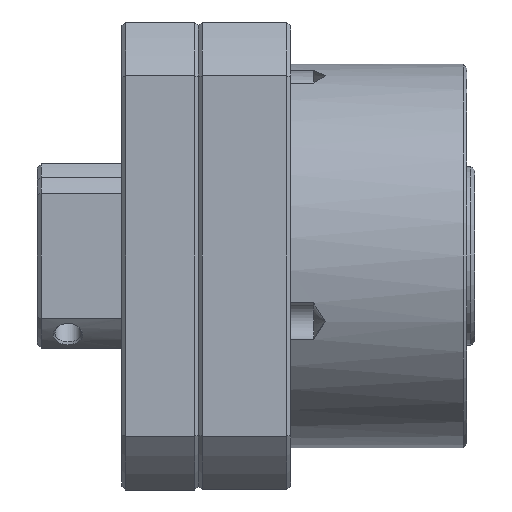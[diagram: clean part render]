
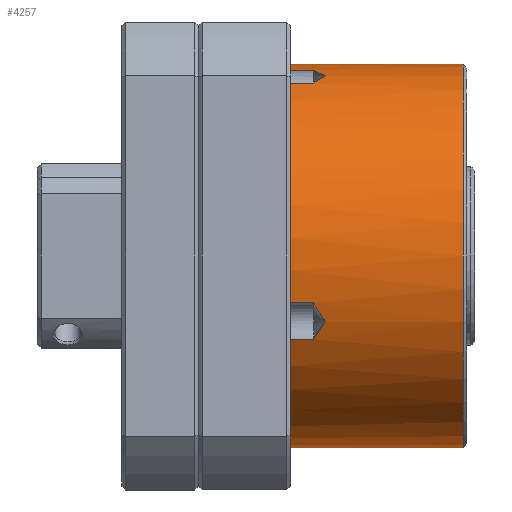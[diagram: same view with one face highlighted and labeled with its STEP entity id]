
A CAD part, front view. The second image highlights one B-rep face of the part: STEP entity #4257.
In plain terms, the highlighted cylindrical face has radius 25 mm (diameter 50 mm), a partial arc.
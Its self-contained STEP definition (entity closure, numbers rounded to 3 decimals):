
#70 = DIRECTION ( 'NONE',  ( 1., 0., 0. ) ) ;
#267 = CARTESIAN_POINT ( 'NONE',  ( 15., -24.241, -6.113 ) ) ;
#373 = ORIENTED_EDGE ( 'NONE', *, *, #10735, .T. ) ;
#574 = EDGE_CURVE ( 'NONE', #3643, #7401, #20924, .T. ) ;
#586 = VERTEX_POINT ( 'NONE', #23273 ) ;
#630 = VERTEX_POINT ( 'NONE', #1002 ) ;
#851 = CARTESIAN_POINT ( 'NONE',  ( -94.469, 0., 0. ) ) ;
#1002 = CARTESIAN_POINT ( 'NONE',  ( 12., -10.899, 22.499 ) ) ;
#1414 = DIRECTION ( 'NONE',  ( -1., 0., 0. ) ) ;
#2101 = CARTESIAN_POINT ( 'NONE',  ( 15., -22.499, -10.899 ) ) ;
#2107 = B_SPLINE_CURVE_WITH_KNOTS ( 'NONE', 3,
 ( #267, #13508, #10624, #31337 ),
 .UNSPECIFIED., .F., .F.,
 ( 4, 4 ),
 ( 0., 1. ),
 .UNSPECIFIED. ) ;
#2115 = DIRECTION ( 'NONE',  ( 0., 0., 1. ) ) ;
#2883 = CARTESIAN_POINT ( 'NONE',  ( 0., -22.499, -10.899 ) ) ;
#3611 = CARTESIAN_POINT ( 'NONE',  ( 12., 0., 0. ) ) ;
#3643 = VERTEX_POINT ( 'NONE', #20543 ) ;
#4257 = ADVANCED_FACE ( 'NONE', ( #21276 ), #8345, .T. ) ;
#4710 = CARTESIAN_POINT ( 'NONE',  ( 12., 0., -25. ) ) ;
#4878 = CARTESIAN_POINT ( 'NONE',  ( -94.469, 0., -25. ) ) ;
#5365 = ORIENTED_EDGE ( 'NONE', *, *, #15960, .T. ) ;
#5569 = EDGE_CURVE ( 'NONE', #24486, #32170, #25901, .T. ) ;
#6082 = VERTEX_POINT ( 'NONE', #17166 ) ;
#6545 = AXIS2_PLACEMENT_3D ( 'NONE', #8758, #1414, #28835 ) ;
#7182 = CARTESIAN_POINT ( 'NONE',  ( 15.51, -22.87, -10.134 ) ) ;
#7401 = VERTEX_POINT ( 'NONE', #9611 ) ;
#7671 = CARTESIAN_POINT ( 'NONE',  ( 12., -6.113, 24.241 ) ) ;
#8154 = DIRECTION ( 'NONE',  ( 1., 0., 0. ) ) ;
#8192 = ORIENTED_EDGE ( 'NONE', *, *, #574, .T. ) ;
#8345 = CYLINDRICAL_SURFACE ( 'NONE', #23631, 25. ) ;
#8432 = DIRECTION ( 'NONE',  ( 1., 0., 0. ) ) ;
#8621 = ORIENTED_EDGE ( 'NONE', *, *, #22819, .T. ) ;
#8686 = DIRECTION ( 'NONE',  ( 0., 0., 1. ) ) ;
#8758 = CARTESIAN_POINT ( 'NONE',  ( 34.5, 0., 0. ) ) ;
#8922 = B_SPLINE_CURVE_WITH_KNOTS ( 'NONE', 3,
 ( #9218, #32310, #22135, #27379 ),
 .UNSPECIFIED., .F., .F.,
 ( 4, 4 ),
 ( 0., 0.003 ),
 .UNSPECIFIED. ) ;
#9061 = DIRECTION ( 'NONE',  ( 1., 0., 0. ) ) ;
#9218 = CARTESIAN_POINT ( 'NONE',  ( 16.532, -8.551, 23.492 ) ) ;
#9437 = CARTESIAN_POINT ( 'NONE',  ( 0., -6.113, 24.241 ) ) ;
#9611 = CARTESIAN_POINT ( 'NONE',  ( 12., -22.499, -10.899 ) ) ;
#9789 = CIRCLE ( 'NONE', #27150, 25. ) ;
#9837 = LINE ( 'NONE', #4878, #28309 ) ;
#10222 = CARTESIAN_POINT ( 'NONE',  ( 12., 0., 25. ) ) ;
#10326 = EDGE_CURVE ( 'NONE', #7401, #17402, #29922, .T. ) ;
#10600 = ORIENTED_EDGE ( 'NONE', *, *, #28353, .T. ) ;
#10624 = CARTESIAN_POINT ( 'NONE',  ( 16.021, -23.783, -7.751 ) ) ;
#10735 = EDGE_CURVE ( 'NONE', #26384, #6082, #2107, .T. ) ;
#10947 = DIRECTION ( 'NONE',  ( 0., 0., 1. ) ) ;
#11272 = CARTESIAN_POINT ( 'NONE',  ( 15., -10.899, 22.499 ) ) ;
#12072 = ORIENTED_EDGE ( 'NONE', *, *, #22952, .T. ) ;
#12970 = VERTEX_POINT ( 'NONE', #30548 ) ;
#13067 = CARTESIAN_POINT ( 'NONE',  ( 0., -24.241, -6.113 ) ) ;
#13172 = CARTESIAN_POINT ( 'NONE',  ( 12., 0., 0. ) ) ;
#13218 = CARTESIAN_POINT ( 'NONE',  ( 16.532, -8.551, 23.492 ) ) ;
#13240 = EDGE_CURVE ( 'NONE', #33620, #630, #25587, .T. ) ;
#13434 = AXIS2_PLACEMENT_3D ( 'NONE', #25396, #70, #2115 ) ;
#13508 = CARTESIAN_POINT ( 'NONE',  ( 15.511, -24.033, -6.937 ) ) ;
#13723 = VECTOR ( 'NONE', #31768, 1000. ) ;
#14135 = ORIENTED_EDGE ( 'NONE', *, *, #5569, .T. ) ;
#14802 = ORIENTED_EDGE ( 'NONE', *, *, #13240, .T. ) ;
#14861 = EDGE_CURVE ( 'NONE', #12970, #17402, #9837, .T. ) ;
#15430 = VERTEX_POINT ( 'NONE', #30517 ) ;
#15816 = B_SPLINE_CURVE_WITH_KNOTS ( 'NONE', 3,
 ( #23596, #33606, #18327, #13218 ),
 .UNSPECIFIED., .F., .F.,
 ( 4, 4 ),
 ( 0., 1. ),
 .UNSPECIFIED. ) ;
#15960 = EDGE_CURVE ( 'NONE', #21122, #15430, #15816, .T. ) ;
#17166 = CARTESIAN_POINT ( 'NONE',  ( 16.532, -23.492, -8.551 ) ) ;
#17292 = ORIENTED_EDGE ( 'NONE', *, *, #10326, .T. ) ;
#17401 = LINE ( 'NONE', #9437, #29322 ) ;
#17402 = VERTEX_POINT ( 'NONE', #4710 ) ;
#17632 = ORIENTED_EDGE ( 'NONE', *, *, #14861, .F. ) ;
#17757 = CARTESIAN_POINT ( 'NONE',  ( 0., -10.899, 22.499 ) ) ;
#17891 = VECTOR ( 'NONE', #31158, 1000. ) ;
#18155 = CARTESIAN_POINT ( 'NONE',  ( 12., -24.241, -6.113 ) ) ;
#18327 = CARTESIAN_POINT ( 'NONE',  ( 16.021, -7.751, 23.783 ) ) ;
#18542 = AXIS2_PLACEMENT_3D ( 'NONE', #13172, #8432, #31348 ) ;
#18677 = CARTESIAN_POINT ( 'NONE',  ( -94.469, 0., 25. ) ) ;
#18827 = EDGE_CURVE ( 'NONE', #630, #30576, #9789, .T. ) ;
#19546 = B_SPLINE_CURVE_WITH_KNOTS ( 'NONE', 3,
 ( #30637, #20804, #7182, #2101 ),
 .UNSPECIFIED., .F., .F.,
 ( 4, 4 ),
 ( 0., 0.003 ),
 .UNSPECIFIED. ) ;
#20222 = DIRECTION ( 'NONE',  ( -1., 0., 0. ) ) ;
#20543 = CARTESIAN_POINT ( 'NONE',  ( 15., -22.499, -10.899 ) ) ;
#20804 = CARTESIAN_POINT ( 'NONE',  ( 16.021, -23.201, -9.35 ) ) ;
#20924 = LINE ( 'NONE', #2883, #13723 ) ;
#21122 = VERTEX_POINT ( 'NONE', #30519 ) ;
#21276 = FACE_OUTER_BOUND ( 'NONE', #25114, .T. ) ;
#21615 = DIRECTION ( 'NONE',  ( -1., 0., 0. ) ) ;
#22135 = CARTESIAN_POINT ( 'NONE',  ( 15.51, -10.134, 22.87 ) ) ;
#22819 = EDGE_CURVE ( 'NONE', #32170, #21122, #17401, .T. ) ;
#22952 = EDGE_CURVE ( 'NONE', #6082, #3643, #19546, .T. ) ;
#23273 = CARTESIAN_POINT ( 'NONE',  ( 34.5, 0., 25. ) ) ;
#23389 = CIRCLE ( 'NONE', #6545, 25. ) ;
#23537 = VECTOR ( 'NONE', #8154, 1000. ) ;
#23596 = CARTESIAN_POINT ( 'NONE',  ( 15., -6.113, 24.241 ) ) ;
#23631 = AXIS2_PLACEMENT_3D ( 'NONE', #851, #21615, #8686 ) ;
#24486 = VERTEX_POINT ( 'NONE', #10222 ) ;
#24610 = ORIENTED_EDGE ( 'NONE', *, *, #27918, .T. ) ;
#24885 = DIRECTION ( 'NONE',  ( 1., 0., 0. ) ) ;
#25114 = EDGE_LOOP ( 'NONE', ( #17632, #26272, #10600, #14135, #8621, #5365, #24610, #14802, #30750, #31447, #373, #12072, #8192, #17292 ) ) ;
#25396 = CARTESIAN_POINT ( 'NONE',  ( 12., 0., 0. ) ) ;
#25587 = LINE ( 'NONE', #17757, #17891 ) ;
#25901 = CIRCLE ( 'NONE', #13434, 25. ) ;
#25989 = LINE ( 'NONE', #13067, #23537 ) ;
#26107 = EDGE_CURVE ( 'NONE', #30576, #26384, #25989, .T. ) ;
#26272 = ORIENTED_EDGE ( 'NONE', *, *, #30269, .T. ) ;
#26342 = VECTOR ( 'NONE', #29016, 1000. ) ;
#26384 = VERTEX_POINT ( 'NONE', #28576 ) ;
#27150 = AXIS2_PLACEMENT_3D ( 'NONE', #3611, #9061, #10947 ) ;
#27379 = CARTESIAN_POINT ( 'NONE',  ( 15., -10.899, 22.499 ) ) ;
#27918 = EDGE_CURVE ( 'NONE', #15430, #33620, #8922, .T. ) ;
#28309 = VECTOR ( 'NONE', #20222, 1000. ) ;
#28353 = EDGE_CURVE ( 'NONE', #586, #24486, #29177, .T. ) ;
#28576 = CARTESIAN_POINT ( 'NONE',  ( 15., -24.241, -6.113 ) ) ;
#28835 = DIRECTION ( 'NONE',  ( 0., 0., 1. ) ) ;
#29016 = DIRECTION ( 'NONE',  ( -1., 0., 0. ) ) ;
#29177 = LINE ( 'NONE', #18677, #26342 ) ;
#29322 = VECTOR ( 'NONE', #24885, 1000. ) ;
#29922 = CIRCLE ( 'NONE', #18542, 25. ) ;
#30269 = EDGE_CURVE ( 'NONE', #12970, #586, #23389, .T. ) ;
#30517 = CARTESIAN_POINT ( 'NONE',  ( 16.532, -8.551, 23.492 ) ) ;
#30519 = CARTESIAN_POINT ( 'NONE',  ( 15., -6.113, 24.241 ) ) ;
#30548 = CARTESIAN_POINT ( 'NONE',  ( 34.5, 0., -25. ) ) ;
#30576 = VERTEX_POINT ( 'NONE', #18155 ) ;
#30637 = CARTESIAN_POINT ( 'NONE',  ( 16.532, -23.492, -8.551 ) ) ;
#30750 = ORIENTED_EDGE ( 'NONE', *, *, #18827, .T. ) ;
#31158 = DIRECTION ( 'NONE',  ( -1., 0., 0. ) ) ;
#31337 = CARTESIAN_POINT ( 'NONE',  ( 16.532, -23.492, -8.551 ) ) ;
#31348 = DIRECTION ( 'NONE',  ( 0., 0., 1. ) ) ;
#31447 = ORIENTED_EDGE ( 'NONE', *, *, #26107, .T. ) ;
#31768 = DIRECTION ( 'NONE',  ( -1., 0., 0. ) ) ;
#32170 = VERTEX_POINT ( 'NONE', #7671 ) ;
#32310 = CARTESIAN_POINT ( 'NONE',  ( 16.021, -9.35, 23.201 ) ) ;
#33606 = CARTESIAN_POINT ( 'NONE',  ( 15.511, -6.937, 24.033 ) ) ;
#33620 = VERTEX_POINT ( 'NONE', #11272 ) ;
